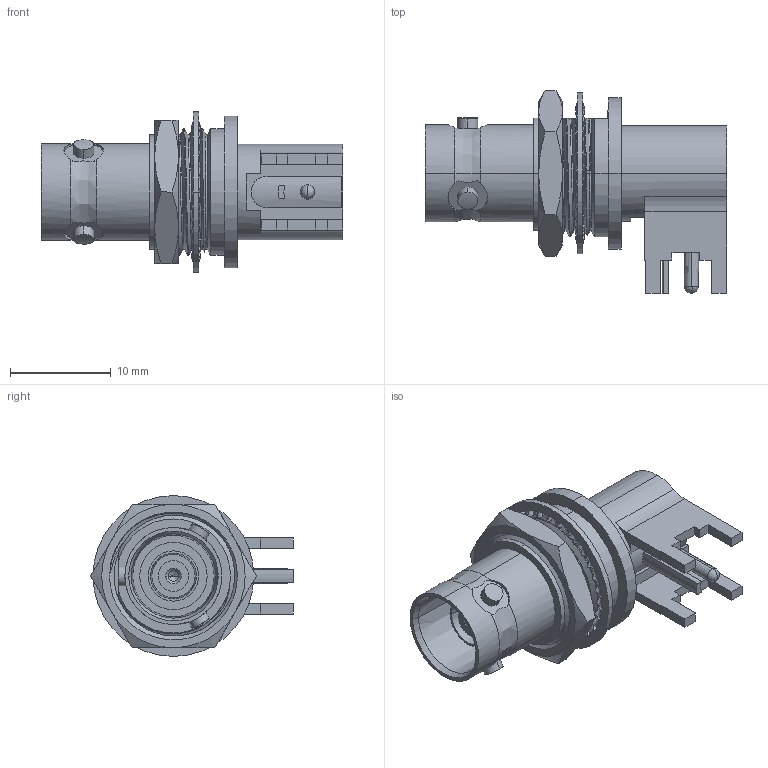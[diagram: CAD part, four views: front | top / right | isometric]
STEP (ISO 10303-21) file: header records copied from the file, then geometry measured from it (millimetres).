
FILE_DESCRIPTION (( 'STEP AP214' ), '1' );
FILE_NAME ('CBBJR79A.STEP', '2023-09-15T14:32:50', ( '' ), ( '' ), 'SwSTEP 2.0', 'SolidWorks 2017', '' );
FILE_SCHEMA (( 'AUTOMOTIVE_DESIGN' ));
Length unit declared in the file: millimetre
Products named in the file (4): 8-2254_8-2254; CBBJR79A_CBBJR79A; CBBJR79A; 8-2254_2_8-2254_2
Assembly tree (3 placements, depth 3):
  CBBJR79A
    CBBJR79A_CBBJR79A
      8-2254_8-2254
      8-2254_2_8-2254_2
Bounding box: 29.97 x 20.18 x 16 mm (x, y, z)
Volume: 2446.3 mm3; surface area: 2742.2 mm2
Topology: 2 solids, 2 shells, 415 faces, 1286 edges, 884 vertices
Faces by surface type: bspline 157, plane 114, cylinder 106, cone 38
Entity records: 21264 total; most frequent: CARTESIAN_POINT 10449, ORIENTED_EDGE 2566, DIRECTION 1534, EDGE_CURVE 1283, VERTEX_POINT 884, LINE 548, VECTOR 548, AXIS2_PLACEMENT_3D 493
